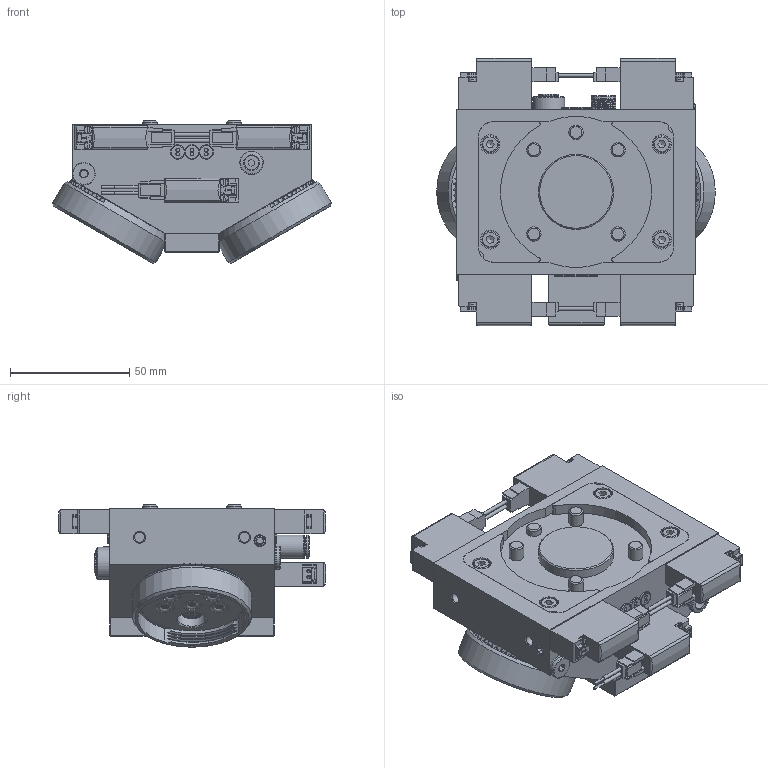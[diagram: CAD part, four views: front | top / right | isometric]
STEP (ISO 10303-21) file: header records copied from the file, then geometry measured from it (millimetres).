
FILE_DESCRIPTION(/* description */ (''),/* implementation_level */ '2;1');
FILE_NAME(/* name */ 'TB12_CAD.stp',/* time_stamp */ '2018-09-01T15:10:49+02:00',/* author */ ('Uffe Safeldt'),/* organization */ (''),/* preprocessor_version */ 'ST-DEVELOPER v15.2',/* originating_system */ 'Autodesk Inventor 2014',/* authorisation */ '');
FILE_SCHEMA (('AUTOMOTIVE_DESIGN { 1 0 10303 214 3 1 1 }'));
Products named in the file (1): TB12_CAD
Bounding box: 116.96 x 112.4 x 59.75 mm (x, y, z)
Volume: 317392.2 mm3; surface area: 61679.3 mm2
Topology: 2 solids, 71 shells, 2694 faces, 6961 edges, 4591 vertices
Faces by surface type: plane 1343, cylinder 613, bspline 473, cone 195, torus 63, sphere 7
Full cylindrical faces by diameter (mm): 0.7 x24, 1 x7, 1.3 x48, 1.4 x53, 1.47 x16, 1.5 x16, 2 x10, 2.2 x1, 2.459 x1, 2.5 x2, 3 x10, 3.2 x10, 3.5 x8, 4.134 x5, 4.2 x4, 5.7 x4, 6 x10, 7 x4, 7.4 x1, 7.7 x10, 8 x6, 8.15 x1, 8.25 x1, 8.3 x1, 8.55 x2, 8.9 x1, 9 x11, 9.2 x1, 9.4 x1, 9.5 x4
Entity records: 116111 total; most frequent: CARTESIAN_POINT 54630, ORIENTED_EDGE 12468, DIRECTION 10672, EDGE_CURVE 6223, VERTEX_POINT 4332, AXIS2_PLACEMENT_3D 3669, EDGE_LOOP 3511, LINE 3334
